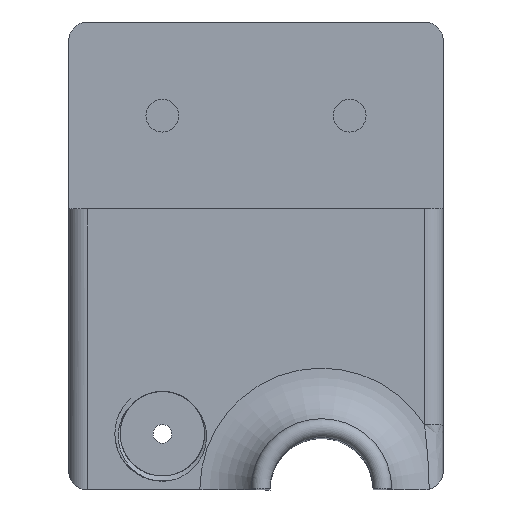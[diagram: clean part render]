
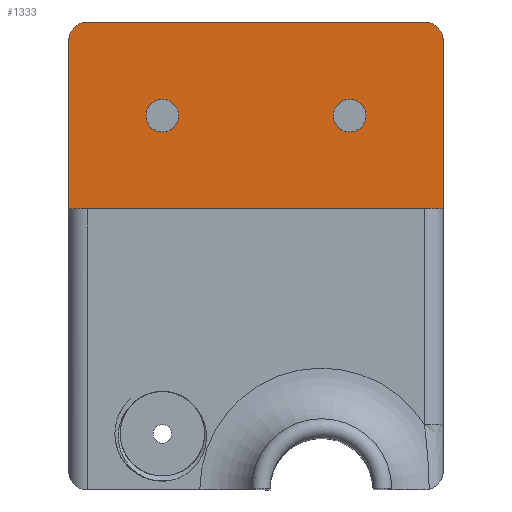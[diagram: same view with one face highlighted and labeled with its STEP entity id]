
A CAD part, top view. The second image highlights one B-rep face of the part: STEP entity #1333.
In plain terms, the highlighted planar face has unit normal (0, 0, 1).
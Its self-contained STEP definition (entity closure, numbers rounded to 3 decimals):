
#29=FACE_BOUND('',#223,.T.);
#30=FACE_BOUND('',#224,.T.);
#44=PLANE('',#1486);
#136=FACE_OUTER_BOUND('',#222,.T.);
#222=EDGE_LOOP('',(#1178,#1179,#1180,#1181,#1182,#1183));
#223=EDGE_LOOP('',(#1184));
#224=EDGE_LOOP('',(#1185));
#253=CIRCLE('',#1410,2.);
#254=CIRCLE('',#1413,2.);
#287=CIRCLE('',#1487,1.75);
#288=CIRCLE('',#1488,1.75);
#408=LINE('',#3219,#493);
#415=LINE('',#4456,#500);
#416=LINE('',#4457,#501);
#417=LINE('',#4458,#502);
#493=VECTOR('',#1739,10.);
#500=VECTOR('',#1844,10.);
#501=VECTOR('',#1845,10.);
#502=VECTOR('',#1846,10.);
#574=VERTEX_POINT('',#2868);
#575=VERTEX_POINT('',#2869);
#576=VERTEX_POINT('',#2877);
#577=VERTEX_POINT('',#2878);
#614=VERTEX_POINT('',#3216);
#615=VERTEX_POINT('',#3218);
#626=VERTEX_POINT('',#4459);
#627=VERTEX_POINT('',#4461);
#724=EDGE_CURVE('',#574,#575,#253,.T.);
#729=EDGE_CURVE('',#576,#577,#254,.T.);
#782=EDGE_CURVE('',#615,#614,#408,.T.);
#816=EDGE_CURVE('',#574,#615,#415,.T.);
#817=EDGE_CURVE('',#614,#577,#416,.T.);
#818=EDGE_CURVE('',#576,#575,#417,.T.);
#819=EDGE_CURVE('',#626,#626,#287,.T.);
#820=EDGE_CURVE('',#627,#627,#288,.T.);
#1178=ORIENTED_EDGE('',*,*,#724,.F.);
#1179=ORIENTED_EDGE('',*,*,#816,.T.);
#1180=ORIENTED_EDGE('',*,*,#782,.T.);
#1181=ORIENTED_EDGE('',*,*,#817,.T.);
#1182=ORIENTED_EDGE('',*,*,#729,.F.);
#1183=ORIENTED_EDGE('',*,*,#818,.T.);
#1184=ORIENTED_EDGE('',*,*,#819,.T.);
#1185=ORIENTED_EDGE('',*,*,#820,.T.);
#1333=ADVANCED_FACE('',(#136,#29,#30),#44,.T.);
#1410=AXIS2_PLACEMENT_3D('',#2870,#1646,#1647);
#1413=AXIS2_PLACEMENT_3D('',#2879,#1656,#1657);
#1486=AXIS2_PLACEMENT_3D('',#4455,#1842,#1843);
#1487=AXIS2_PLACEMENT_3D('',#4460,#1847,#1848);
#1488=AXIS2_PLACEMENT_3D('',#4462,#1849,#1850);
#1646=DIRECTION('center_axis',(0.,0.,-1.));
#1647=DIRECTION('ref_axis',(-0.707,0.707,0.));
#1656=DIRECTION('center_axis',(0.,0.,-1.));
#1657=DIRECTION('ref_axis',(0.707,0.707,0.));
#1739=DIRECTION('',(1.,0.,0.));
#1842=DIRECTION('center_axis',(0.,0.,1.));
#1843=DIRECTION('ref_axis',(1.,0.,0.));
#1844=DIRECTION('',(0.,-1.,0.));
#1845=DIRECTION('',(0.,1.,0.));
#1846=DIRECTION('',(-1.,0.,0.));
#1847=DIRECTION('center_axis',(0.,0.,-1.));
#1848=DIRECTION('ref_axis',(1.,0.,0.));
#1849=DIRECTION('center_axis',(0.,0.,-1.));
#1850=DIRECTION('ref_axis',(1.,0.,0.));
#2868=CARTESIAN_POINT('',(-20.,23.,5.));
#2869=CARTESIAN_POINT('',(-18.,25.,5.));
#2870=CARTESIAN_POINT('Origin',(-18.,23.,5.));
#2877=CARTESIAN_POINT('',(18.,25.,5.));
#2878=CARTESIAN_POINT('',(20.,23.,5.));
#2879=CARTESIAN_POINT('Origin',(18.,23.,5.));
#3216=CARTESIAN_POINT('',(20.,5.,5.));
#3218=CARTESIAN_POINT('',(-20.,5.,5.));
#3219=CARTESIAN_POINT('',(10.,5.,5.));
#4455=CARTESIAN_POINT('Origin',(0.,0.,5.));
#4456=CARTESIAN_POINT('',(-20.,5.,5.));
#4457=CARTESIAN_POINT('',(20.,25.,5.));
#4458=CARTESIAN_POINT('',(-20.,25.,5.));
#4459=CARTESIAN_POINT('',(8.25,15.,5.));
#4460=CARTESIAN_POINT('Origin',(10.,15.,5.));
#4461=CARTESIAN_POINT('',(-11.75,15.,5.));
#4462=CARTESIAN_POINT('Origin',(-10.,15.,5.));
